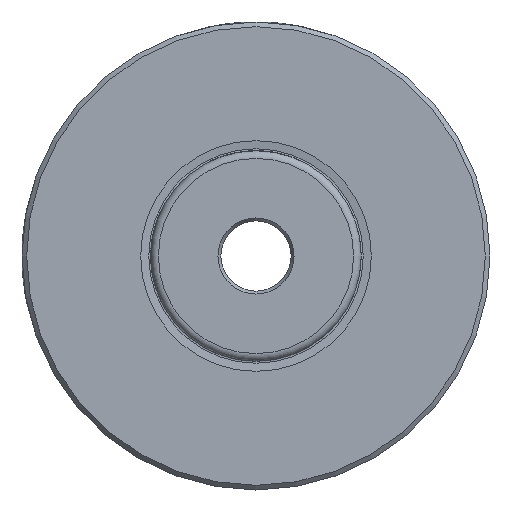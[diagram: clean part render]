
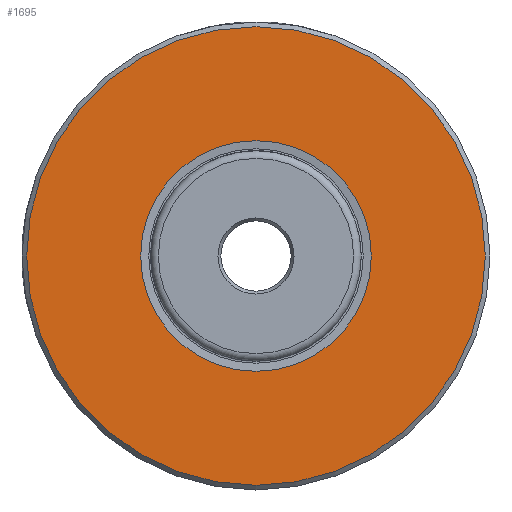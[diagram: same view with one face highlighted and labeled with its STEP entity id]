
A CAD part, left-side view. The second image highlights one B-rep face of the part: STEP entity #1695.
In plain terms, the highlighted planar face has unit normal (-1, 0, 0).
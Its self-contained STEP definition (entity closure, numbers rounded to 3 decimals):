
#23 = DIRECTION ( 'NONE',  ( 0., 0., 1. ) ) ;
#37 = DIRECTION ( 'NONE',  ( 0., 0., -1. ) ) ;
#256 = VERTEX_POINT ( 'NONE', #303 ) ;
#303 = CARTESIAN_POINT ( 'NONE',  ( 0., 0., 39.2 ) ) ;
#386 = AXIS2_PLACEMENT_3D ( 'NONE', #1667, #692, #37 ) ;
#463 = CARTESIAN_POINT ( 'NONE',  ( 0., 0., 19.715 ) ) ;
#486 = DIRECTION ( 'NONE',  ( -1., 0., 0. ) ) ;
#488 = VERTEX_POINT ( 'NONE', #463 ) ;
#494 = EDGE_LOOP ( 'NONE', ( #1607 ) ) ;
#507 = CIRCLE ( 'NONE', #559, 19.715 ) ;
#514 = PLANE ( 'NONE',  #386 ) ;
#527 = FACE_BOUND ( 'NONE', #494, .T. ) ;
#538 = EDGE_CURVE ( 'NONE', #488, #488, #507, .T. ) ;
#559 = AXIS2_PLACEMENT_3D ( 'NONE', #1697, #878, #1364 ) ;
#692 = DIRECTION ( 'NONE',  ( 1., 0., 0. ) ) ;
#878 = DIRECTION ( 'NONE',  ( -1., 0., 0. ) ) ;
#893 = CIRCLE ( 'NONE', #2068, 39.2 ) ;
#1091 = EDGE_CURVE ( 'NONE', #256, #256, #893, .T. ) ;
#1282 = EDGE_LOOP ( 'NONE', ( #2092 ) ) ;
#1364 = DIRECTION ( 'NONE',  ( 0., 0., 1. ) ) ;
#1607 = ORIENTED_EDGE ( 'NONE', *, *, #538, .F. ) ;
#1654 = CARTESIAN_POINT ( 'NONE',  ( 0., 0., 0. ) ) ;
#1667 = CARTESIAN_POINT ( 'NONE',  ( 0., 19.715, 0. ) ) ;
#1695 = ADVANCED_FACE ( 'NONE', ( #527, #1900 ), #514, .F. ) ;
#1697 = CARTESIAN_POINT ( 'NONE',  ( 0., 0., 0. ) ) ;
#1900 = FACE_OUTER_BOUND ( 'NONE', #1282, .T. ) ;
#2068 = AXIS2_PLACEMENT_3D ( 'NONE', #1654, #486, #23 ) ;
#2092 = ORIENTED_EDGE ( 'NONE', *, *, #1091, .T. ) ;
